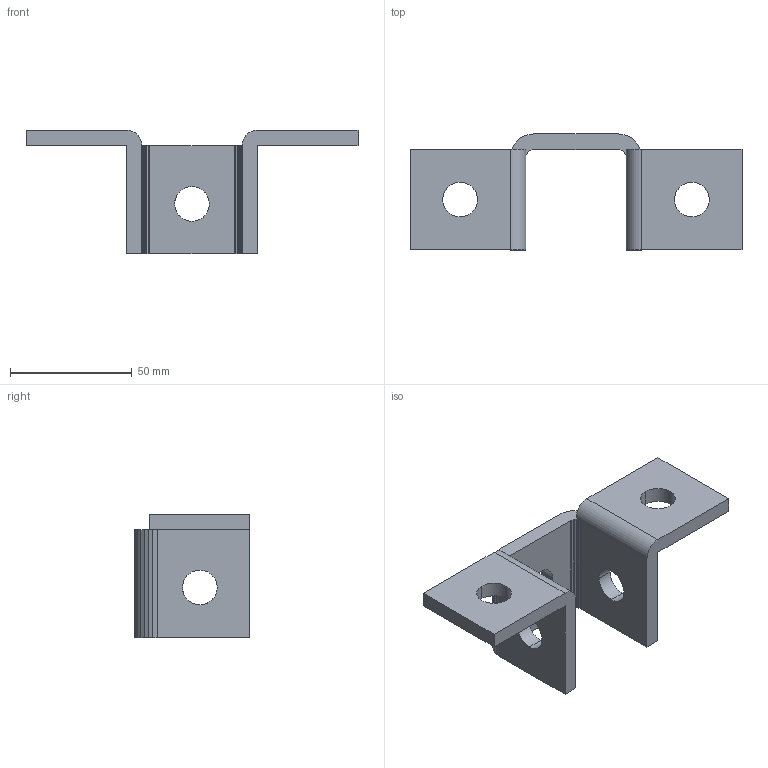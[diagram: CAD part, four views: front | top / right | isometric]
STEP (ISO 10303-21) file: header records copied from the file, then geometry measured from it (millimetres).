
FILE_DESCRIPTION(('TurboCAD Mac Pro'),'Build 980');
FILE_NAME('P2345.stp',' ',(''),(''),'ACIS Interop','IMSI','TurboCAD Mac Pro BY IMSI, INCORPORATED');
FILE_SCHEMA(('automotive_design'));
Length unit declared in the file: inch
Products named in the file (1): 1
Bounding box: 136.27 x 47.54 x 50.8 mm (x, y, z)
Volume: 55912.9 mm3; surface area: 22457.7 mm2
Topology: 1 solids, 1 shells, 72 faces, 206 edges, 136 vertices
Faces by surface type: plane 50, bspline 20, cylinder 2
Entity records: 3234 total; most frequent: CARTESIAN_POINT 867, ORIENTED_EDGE 412, DIRECTION 276, EDGE_CURVE 206, LINE 162, VECTOR 162, VERTEX_POINT 136, EDGE_LOOP 82
